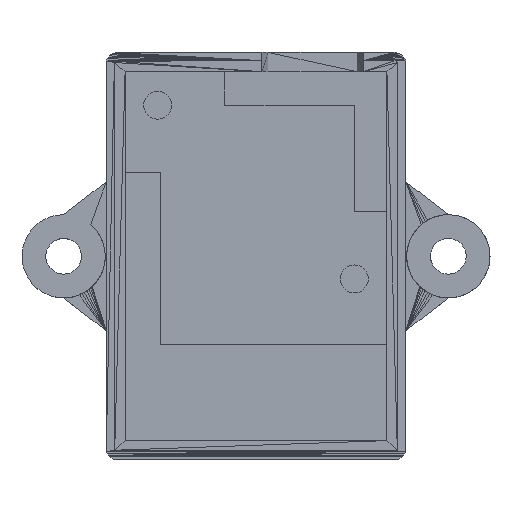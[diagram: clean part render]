
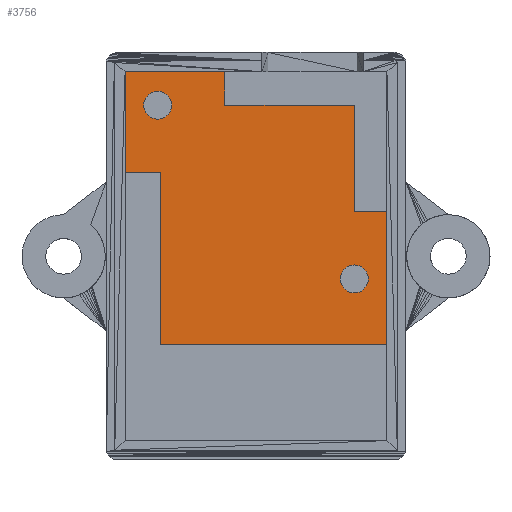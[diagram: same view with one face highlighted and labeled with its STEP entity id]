
A CAD part, top view. The second image highlights one B-rep face of the part: STEP entity #3756.
In plain terms, the highlighted planar face has unit normal (0, 0, 1).
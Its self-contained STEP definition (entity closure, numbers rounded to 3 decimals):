
#19=FACE_BOUND('',#793,.T.);
#20=FACE_BOUND('',#794,.T.);
#274=PLANE('',#4132);
#531=FACE_OUTER_BOUND('',#792,.T.);
#792=EDGE_LOOP('',(#3475,#3476,#3477,#3478,#3479,#3480,#3481,#3482,#3483,
#3484,#3485,#3486,#3487));
#793=EDGE_LOOP('',(#3488));
#794=EDGE_LOOP('',(#3489));
#1172=LINE('',#6229,#1577);
#1175=LINE('',#6235,#1580);
#1176=LINE('',#6238,#1581);
#1182=LINE('',#6251,#1587);
#1183=LINE('',#6254,#1588);
#1185=LINE('',#6258,#1590);
#1189=LINE('',#6264,#1594);
#1191=LINE('',#6268,#1596);
#1193=LINE('',#6272,#1598);
#1195=LINE('',#6276,#1600);
#1196=LINE('',#6279,#1601);
#1198=LINE('',#6282,#1603);
#1577=VECTOR('',#5202,10.);
#1580=VECTOR('',#5207,10.);
#1581=VECTOR('',#5210,10.);
#1587=VECTOR('',#5222,10.);
#1588=VECTOR('',#5225,10.);
#1590=VECTOR('',#5229,10.);
#1594=VECTOR('',#5235,10.);
#1596=VECTOR('',#5239,10.);
#1598=VECTOR('',#5243,10.);
#1600=VECTOR('',#5247,10.);
#1601=VECTOR('',#5250,10.);
#1603=VECTOR('',#5254,10.);
#1605=CIRCLE('',#3772,1.175);
#1701=CIRCLE('',#4119,3.641);
#1702=CIRCLE('',#4130,1.175);
#1703=VERTEX_POINT('',#5266);
#1943=VERTEX_POINT('',#6225);
#1944=VERTEX_POINT('',#6227);
#1946=VERTEX_POINT('',#6232);
#1947=VERTEX_POINT('',#6237);
#1950=VERTEX_POINT('',#6245);
#1951=VERTEX_POINT('',#6249);
#1952=VERTEX_POINT('',#6253);
#1953=VERTEX_POINT('',#6257);
#1954=VERTEX_POINT('',#6262);
#1955=VERTEX_POINT('',#6266);
#1956=VERTEX_POINT('',#6270);
#1957=VERTEX_POINT('',#6274);
#1958=VERTEX_POINT('',#6278);
#1959=VERTEX_POINT('',#6284);
#1960=EDGE_CURVE('',#1703,#1703,#1605,.F.);
#2440=EDGE_CURVE('',#1943,#1944,#1172,.T.);
#2443=EDGE_CURVE('',#1946,#1943,#1175,.T.);
#2444=EDGE_CURVE('',#1946,#1947,#1176,.T.);
#2449=EDGE_CURVE('',#1950,#1947,#1701,.T.);
#2451=EDGE_CURVE('',#1951,#1950,#1182,.T.);
#2452=EDGE_CURVE('',#1951,#1952,#1183,.F.);
#2454=EDGE_CURVE('',#1952,#1953,#1185,.T.);
#2458=EDGE_CURVE('',#1954,#1953,#1189,.T.);
#2460=EDGE_CURVE('',#1955,#1954,#1191,.T.);
#2462=EDGE_CURVE('',#1956,#1955,#1193,.T.);
#2464=EDGE_CURVE('',#1957,#1956,#1195,.T.);
#2465=EDGE_CURVE('',#1957,#1958,#1196,.T.);
#2467=EDGE_CURVE('',#1944,#1958,#1198,.T.);
#2468=EDGE_CURVE('',#1959,#1959,#1702,.F.);
#3475=ORIENTED_EDGE('',*,*,#2467,.T.);
#3476=ORIENTED_EDGE('',*,*,#2465,.F.);
#3477=ORIENTED_EDGE('',*,*,#2464,.T.);
#3478=ORIENTED_EDGE('',*,*,#2462,.T.);
#3479=ORIENTED_EDGE('',*,*,#2460,.T.);
#3480=ORIENTED_EDGE('',*,*,#2458,.T.);
#3481=ORIENTED_EDGE('',*,*,#2454,.F.);
#3482=ORIENTED_EDGE('',*,*,#2452,.F.);
#3483=ORIENTED_EDGE('',*,*,#2451,.T.);
#3484=ORIENTED_EDGE('',*,*,#2449,.T.);
#3485=ORIENTED_EDGE('',*,*,#2444,.F.);
#3486=ORIENTED_EDGE('',*,*,#2443,.T.);
#3487=ORIENTED_EDGE('',*,*,#2440,.T.);
#3488=ORIENTED_EDGE('',*,*,#2468,.T.);
#3489=ORIENTED_EDGE('',*,*,#1960,.T.);
#3756=ADVANCED_FACE('',(#531,#19,#20),#274,.T.);
#3772=AXIS2_PLACEMENT_3D('',#5267,#4137,#4138);
#4119=AXIS2_PLACEMENT_3D('',#6247,#5217,#5218);
#4130=AXIS2_PLACEMENT_3D('',#6285,#5257,#5258);
#4132=AXIS2_PLACEMENT_3D('',#6288,#5262,#5263);
#4137=DIRECTION('center_axis',(0.,0.,
1.));
#4138=DIRECTION('ref_axis',(0.,1.,0.));
#5202=DIRECTION('',(0.,-1.,0.));
#5207=DIRECTION('',(1.,0.,0.));
#5210=DIRECTION('',(0.,1.,0.));
#5217=DIRECTION('center_axis',(0.,0.,
1.));
#5218=DIRECTION('ref_axis',(0.,1.,0.));
#5222=DIRECTION('',(0.,-1.,0.));
#5225=DIRECTION('',(-1.,0.,0.));
#5229=DIRECTION('',(1.,0.,0.));
#5235=DIRECTION('',(0.,1.,0.));
#5239=DIRECTION('',(-1.,0.,0.));
#5243=DIRECTION('',(0.,1.,0.));
#5247=DIRECTION('',(-1.,0.,0.));
#5250=DIRECTION('',(0.,-1.,0.));
#5254=DIRECTION('',(1.,0.,0.));
#5257=DIRECTION('center_axis',(0.,0.,
1.));
#5258=DIRECTION('ref_axis',(0.,1.,0.));
#5262=DIRECTION('center_axis',(0.,0.,
1.));
#5263=DIRECTION('ref_axis',(0.,1.,0.));
#5266=CARTESIAN_POINT('',(-8.255,12.106,2.7));
#5267=CARTESIAN_POINT('Origin',(-8.255,13.281,2.7));
#6225=CARTESIAN_POINT('',(-8.013,7.648,2.7));
#6227=CARTESIAN_POINT('',(-8.013,-6.802,2.7));
#6229=CARTESIAN_POINT('',(-8.013,5.813,2.7));
#6232=CARTESIAN_POINT('',(-11.,7.648,2.7));
#6235=CARTESIAN_POINT('',(-4.248,7.648,2.7));
#6237=CARTESIAN_POINT('',(-11.,15.673,2.7));
#6238=CARTESIAN_POINT('',(-11.,8.331,2.7));
#6245=CARTESIAN_POINT('',(-11.,15.673,2.7));
#6247=CARTESIAN_POINT('Origin',(-8.255,13.281,2.7));
#6249=CARTESIAN_POINT('',(-11.,16.08,2.7));
#6251=CARTESIAN_POINT('',(-11.,8.331,2.7));
#6253=CARTESIAN_POINT('',(-6.819,16.082,2.7));
#6254=CARTESIAN_POINT('',(-5.502,16.082,2.7));
#6257=CARTESIAN_POINT('',(-2.614,16.082,2.7));
#6258=CARTESIAN_POINT('',(5.5,16.082,2.7));
#6262=CARTESIAN_POINT('',(-2.614,13.281,2.7));
#6264=CARTESIAN_POINT('',(-2.614,8.331,2.7));
#6266=CARTESIAN_POINT('',(8.255,13.281,2.7));
#6268=CARTESIAN_POINT('',(4.128,13.281,2.7));
#6270=CARTESIAN_POINT('',(8.255,4.322,2.7));
#6272=CARTESIAN_POINT('',(8.255,0.756,2.7));
#6274=CARTESIAN_POINT('',(11.,4.322,2.7));
#6276=CARTESIAN_POINT('',(4.128,4.322,2.7));
#6278=CARTESIAN_POINT('',(11.,-6.802,2.7));
#6279=CARTESIAN_POINT('',(11.,8.331,2.7));
#6282=CARTESIAN_POINT('',(-4.006,-6.802,2.7));
#6284=CARTESIAN_POINT('',(8.255,-2.494,2.7));
#6285=CARTESIAN_POINT('Origin',(8.255,-1.319,2.7));
#6288=CARTESIAN_POINT('Origin',(0.,0.581,
2.7));
